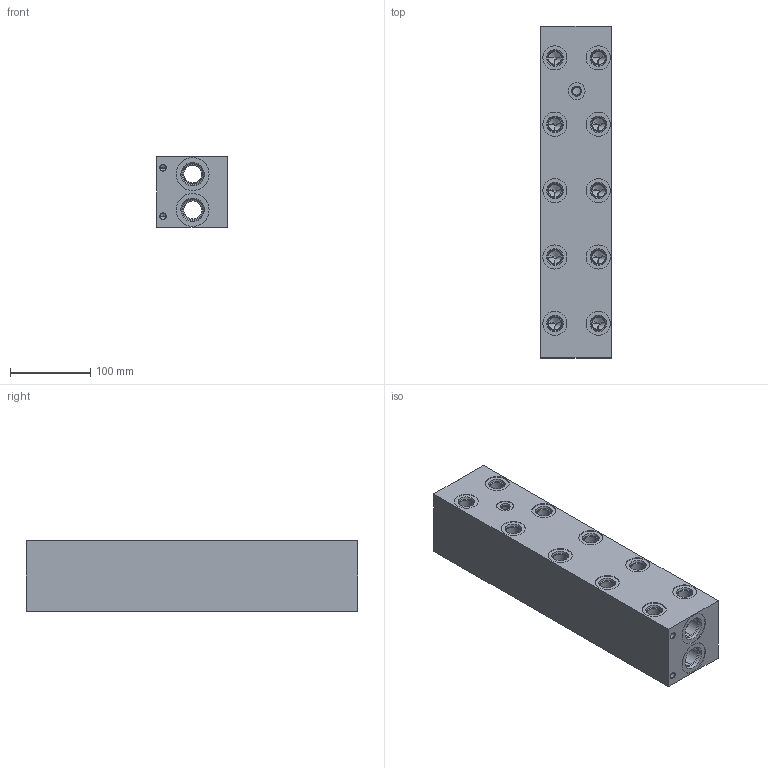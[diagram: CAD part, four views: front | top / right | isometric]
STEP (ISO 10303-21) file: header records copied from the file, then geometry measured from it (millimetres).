
FILE_DESCRIPTION((''),'2;1');
FILE_NAME('VPY_ASM','2021-10-08T',('ProEService'),(''),'PRO/ENGINEER BY PARAMETRIC TECHNOLOGY CORPORATION, 2014200','PRO/ENGINEER BY PARAMETRIC TECHNOLOGY CORPORATION, 2014200','');
FILE_SCHEMA(('CONFIG_CONTROL_DESIGN'));
Length unit declared in the file: inch
Products named in the file (2): 153-214-002; VPY_ASM
Assembly tree (1 placements, depth 2):
  VPY_ASM
    153-214-002
Bounding box: 87.33 x 412.75 x 87.33 mm (x, y, z)
Volume: 2607211.7 mm3; surface area: 272310.8 mm2
Topology: 1 solids, 1 shells, 460 faces, 1825 edges, 1599 vertices
Faces by surface type: cone 248, cylinder 187, plane 23, torus 2
Entity records: 19938 total; most frequent: CARTESIAN_POINT 5561, DIRECTION 3081, ORIENTED_EDGE 2456, EDGE_CURVE 1228, AXIS2_PLACEMENT_3D 1053, VECTOR 975, LINE 975, VERTEX_POINT 809
